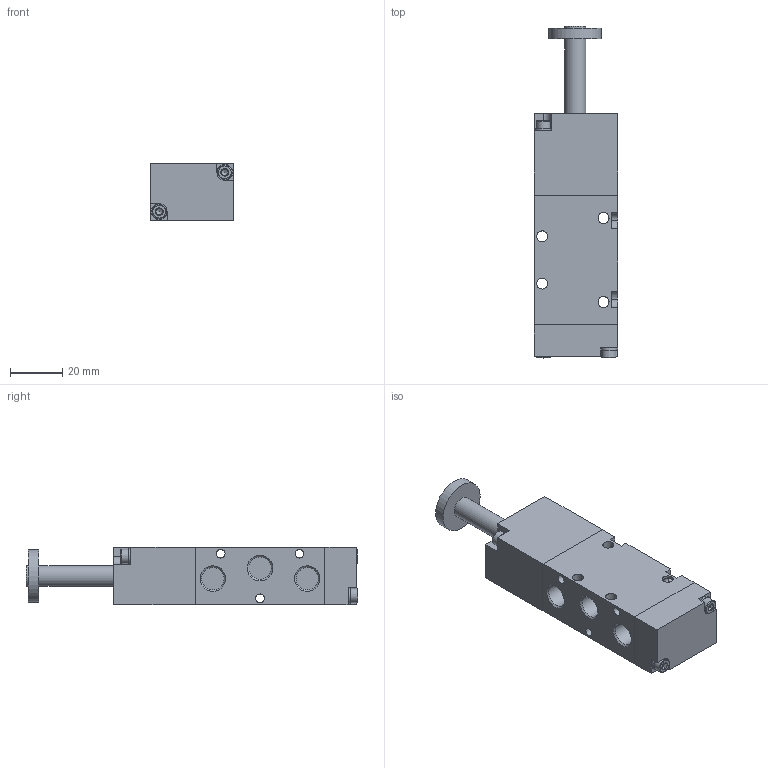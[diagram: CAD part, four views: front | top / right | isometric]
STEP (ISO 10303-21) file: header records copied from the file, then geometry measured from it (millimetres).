
FILE_DESCRIPTION(/* description */ ('Alibre Inc.'),/* implementation_level */ '2;1');
FILE_NAME(/* name */ 'export-28250DA4-98CA-47FD-A124-7D4CACD1606C',/* time_stamp */ '2020-08-11T14:17:37+02:00',/* author */ (''),/* organization */ (''),/* preprocessor_version */ 'ST-DEVELOPER v17',/* originating_system */ 'Alibre',/* authorisation */ '');
FILE_SCHEMA (('AUTOMOTIVE_DESIGN'));
Length unit declared in the file: millimetre
Products named in the file (6): _SOV25SOS-c; _Washer ISO 8738 3; HI_Cylinder head screw DIN 912 M3x12; _SOV25SOSOO-b; _PNV25SOS-com; 7010021100
Bounding box: 32 x 126.6 x 22 mm (x, y, z)
Volume: 63237 mm3; surface area: 19837.2 mm2
Topology: 11 solids, 11 shells, 199 faces, 489 edges, 324 vertices
Faces by surface type: plane 121, cylinder 44, cone 22, torus 12
Full cylindrical faces by diameter (mm): 3 x8, 3.3 x3, 4.134 x1, 4.2 x4, 5.4 x1, 5.5 x4, 6 x4, 8 x2, 8.566 x5, 20 x1
Entity records: 4483 total; most frequent: CARTESIAN_POINT 1355, ORIENTED_EDGE 580, DIRECTION 559, EDGE_CURVE 290, AXIS2_PLACEMENT_3D 232, VERTEX_POINT 195, VECTOR 163, LINE 163
